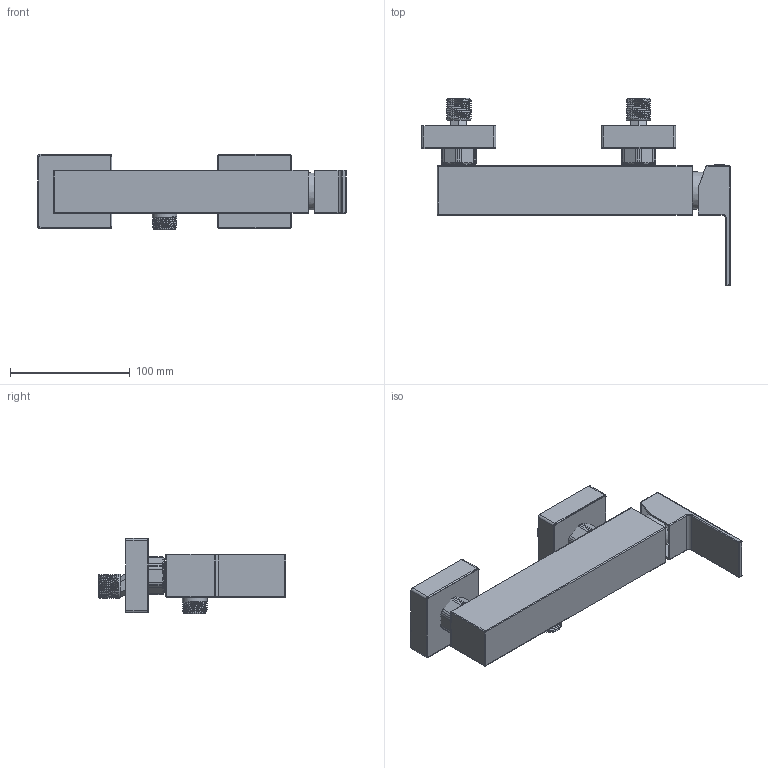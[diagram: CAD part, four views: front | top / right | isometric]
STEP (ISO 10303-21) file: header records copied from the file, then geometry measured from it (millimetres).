
FILE_DESCRIPTION(('HOOPS Exchange Step'),'2;1');
FILE_NAME('temp_export','2025-03-18T15:17:15+01:00',('CiBrutta'),('Shapr3D Limited'),'HOOPS Exchange 2024.8','Shapr3D','Authorized');
FILE_SCHEMA( ('AP242_MANAGED_MODEL_BASED_3D_ENGINEERING_MIM_LF {1 0 10303 442 1 1 4}') );
Length unit declared in the file: millimetre
Products named in the file (31): DQ70857A-2; 1002; DQ230; DQ102; DQ201-1; DQ1038; DQ1041; 18X2; DQ1038-R16-ZP; DQ9022; 007-6-5; 24X2; 20X2; 12X1-9; DQ709; DQ1018; FXQZ; DQ1008-ZP-03; P-M3X8; J-M5X5; 6-8; QUA0010.stp; root
Assembly tree (30 placements, depth 4):
  root
    QUA0010.stp
      DQ70857A-2
      1002
      DQ230
      DQ102
      DQ201-1
      DQ1038-R16-ZP
        DQ1038
        DQ1041
        18X2
      DQ1038-R16-ZP
        DQ1038
        DQ1041
        18X2
      DQ9022
      007-6-5
      24X2
      20X2
      12X1-9
      DQ709
      DQ1008-ZP-03
        DQ1018
        FXQZ
      DQ1008-ZP-03
        DQ1018
        FXQZ
      18X2
      P-M3X8
      J-M5X5
      6-8
Bounding box: 257.7 x 156.5 x 62.7 mm (x, y, z)
Volume: 190663.3 mm3; surface area: 165980.3 mm2
Topology: 25 solids, 26 shells, 1133 faces, 3107 edges, 2059 vertices
Faces by surface type: cylinder 414, plane 364, bspline 175, cone 108, torus 49, sphere 23
Full cylindrical faces by diameter (mm): 2.5 x1, 2.8 x1, 2.9 x13, 3 x2, 3.5 x2, 3.9 x5, 4.2 x1, 4.85 x3, 5.5 x3, 6.6 x1, 8 x5, 8.9 x1, 9 x1, 10.9 x1, 12.8 x2, 13 x2, 13.5 x1, 15 x1, 15.5 x5, 16.1 x2, 16.5 x1, 16.6 x2, 17.9 x4, 18.2 x1, 18.8 x1, 19 x3, 20 x1, 20.5 x2, 20.6 x20, 21 x2
Entity records: 98330 total; most frequent: CARTESIAN_POINT 70401, ORIENTED_EDGE 6202, DIRECTION 5098, EDGE_CURVE 3101, VERTEX_POINT 2059, AXIS2_PLACEMENT_3D 1982, EDGE_LOOP 1218, FACE_BOUND 1218
